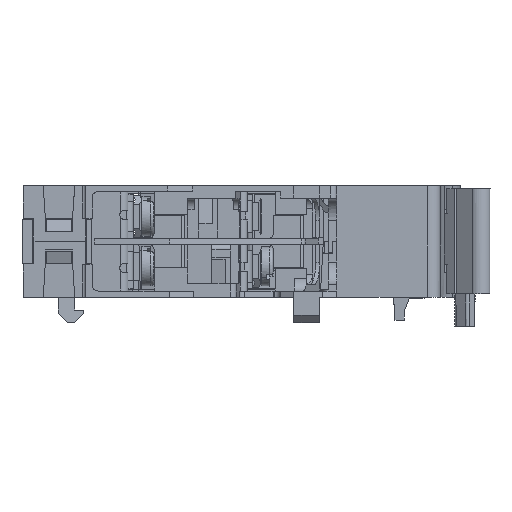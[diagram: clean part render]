
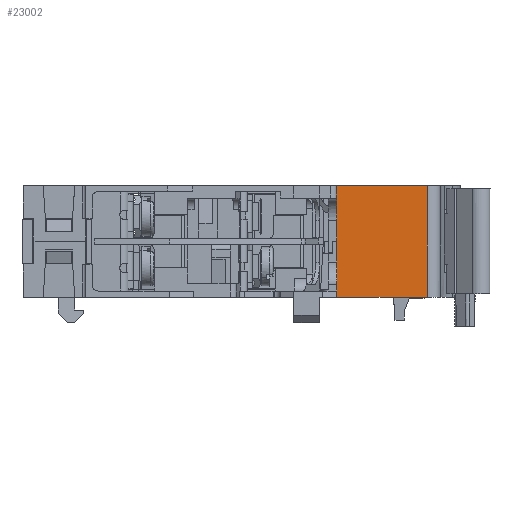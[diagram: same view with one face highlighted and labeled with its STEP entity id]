
A CAD part, left-side view. The second image highlights one B-rep face of the part: STEP entity #23002.
In plain terms, the highlighted planar face has unit normal (-1, 0, 0).
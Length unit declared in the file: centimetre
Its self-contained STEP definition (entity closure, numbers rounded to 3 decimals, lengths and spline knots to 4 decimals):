
#1722 = B_SPLINE_CURVE_WITH_KNOTS ( 'NONE', 3,
 ( #16694, #16695, #16713, #16714 ),
 .UNSPECIFIED., .F., .F.,
 ( 4, 4 ),
 ( 0., 1. ),
 .UNSPECIFIED. ) ;
#9024 = CARTESIAN_POINT ( 'NONE',  ( -3.0213, -1.742, 1.0644 ) ) ;
#9028 = CARTESIAN_POINT ( 'NONE',  ( -3.0213, -3.1816, 1.0644 ) ) ;
#9065 = CARTESIAN_POINT ( 'NONE',  ( -3.0213, -1.742, -0.7056 ) ) ;
#9080 = CARTESIAN_POINT ( 'NONE',  ( -3.0212, -3.1819, -0.7056 ) ) ;
#9082 = CARTESIAN_POINT ( 'NONE',  ( -3.0213, -1.742, 0.1844 ) ) ;
#16694 = CARTESIAN_POINT ( 'NONE',  ( -3.0213, -3.1816, 1.0644 ) ) ;
#16695 = CARTESIAN_POINT ( 'NONE',  ( -3.0213, -2.7017, 1.0644 ) ) ;
#16713 = CARTESIAN_POINT ( 'NONE',  ( -3.0213, -2.2219, 1.0644 ) ) ;
#16714 = CARTESIAN_POINT ( 'NONE',  ( -3.0213, -1.742, 1.0644 ) ) ;
#16948 = VECTOR ( 'NONE', #17773, 100. ) ;
#17756 = CARTESIAN_POINT ( 'NONE',  ( -3.0212, -3.1817, 0.4744 ) ) ;
#17757 = CARTESIAN_POINT ( 'NONE',  ( -3.0213, -3.1816, 1.0644 ) ) ;
#17760 = CARTESIAN_POINT ( 'NONE',  ( -3.0213, -1.742, 1.0644 ) ) ;
#17761 = CARTESIAN_POINT ( 'NONE',  ( -3.0212, -3.1818, -0.1156 ) ) ;
#17762 = CARTESIAN_POINT ( 'NONE',  ( -3.0212, -3.1819, -0.7056 ) ) ;
#17763 = CARTESIAN_POINT ( 'NONE',  ( -3.0213, -1.742, 0.1844 ) ) ;
#17764 = CARTESIAN_POINT ( 'NONE',  ( -3.0213, -1.742, -0.1123 ) ) ;
#17768 = CARTESIAN_POINT ( 'NONE',  ( -3.0213, -1.742, 0.7711 ) ) ;
#17769 = CARTESIAN_POINT ( 'NONE',  ( -3.0213, -1.742, -0.4089 ) ) ;
#17770 = CARTESIAN_POINT ( 'NONE',  ( -3.0213, -1.742, -0.7056 ) ) ;
#17771 = LINE ( 'NONE', #17772, #16948 ) ;
#17772 = CARTESIAN_POINT ( 'NONE',  ( -3.0213, -3.382, -0.7056 ) ) ;
#17773 = DIRECTION ( 'NONE',  ( 0., -1., 0. ) ) ;
#17776 = CARTESIAN_POINT ( 'NONE',  ( -3.0213, -1.742, 0.4777 ) ) ;
#17777 = CARTESIAN_POINT ( 'NONE',  ( -3.0213, -1.742, 0.1844 ) ) ;
#18566 = B_SPLINE_CURVE_WITH_KNOTS ( 'NONE', 3,
 ( #17757, #17756, #17761, #17762 ),
 .UNSPECIFIED., .F., .F.,
 ( 4, 4 ),
 ( 0., 1. ),
 .UNSPECIFIED. ) ;
#18567 = B_SPLINE_CURVE_WITH_KNOTS ( 'NONE', 3,
 ( #17763, #17764, #17769, #17770 ),
 .UNSPECIFIED., .F., .F.,
 ( 4, 4 ),
 ( 0., 1. ),
 .UNSPECIFIED. ) ;
#18568 = B_SPLINE_CURVE_WITH_KNOTS ( 'NONE', 3,
 ( #17760, #17768, #17776, #17777 ),
 .UNSPECIFIED., .F., .F.,
 ( 4, 4 ),
 ( 0., 1. ),
 .UNSPECIFIED. ) ;
#23002 = ADVANCED_FACE ( 'NONE', ( #41269 ), #41270, .T. ) ;
#26887 = VERTEX_POINT ( 'NONE', #9024 ) ;
#26891 = VERTEX_POINT ( 'NONE', #9028 ) ;
#26928 = VERTEX_POINT ( 'NONE', #9065 ) ;
#26943 = VERTEX_POINT ( 'NONE', #9080 ) ;
#26945 = VERTEX_POINT ( 'NONE', #9082 ) ;
#29223 = EDGE_LOOP ( 'NONE', ( #30539, #30540, #30541, #30542, #30543 ) ) ;
#30539 = ORIENTED_EDGE ( 'NONE', *, *, #30993, .T. ) ;
#30540 = ORIENTED_EDGE ( 'NONE', *, *, #30994, .T. ) ;
#30541 = ORIENTED_EDGE ( 'NONE', *, *, #30991, .F. ) ;
#30542 = ORIENTED_EDGE ( 'NONE', *, *, #30918, .T. ) ;
#30543 = ORIENTED_EDGE ( 'NONE', *, *, #30995, .T. ) ;
#30918 = EDGE_CURVE ( 'NONE', #26891, #26887, #1722, .T. ) ;
#30991 = EDGE_CURVE ( 'NONE', #26891, #26943, #18566, .T. ) ;
#30993 = EDGE_CURVE ( 'NONE', #26945, #26928, #18567, .T. ) ;
#30994 = EDGE_CURVE ( 'NONE', #26928, #26943, #17771, .T. ) ;
#30995 = EDGE_CURVE ( 'NONE', #26887, #26945, #18568, .T. ) ;
#40845 = AXIS2_PLACEMENT_3D ( 'NONE', #41280, #41281, #41282 ) ;
#41269 = FACE_OUTER_BOUND ( 'NONE', #29223, .T. ) ;
#41270 = PLANE ( 'NONE',  #40845 ) ;
#41280 = CARTESIAN_POINT ( 'NONE',  ( -3.0213, -3.382, -0.7056 ) ) ;
#41281 = DIRECTION ( 'NONE',  ( -1., 0., 0. ) ) ;
#41282 = DIRECTION ( 'NONE',  ( 0., 0., 1. ) ) ;
